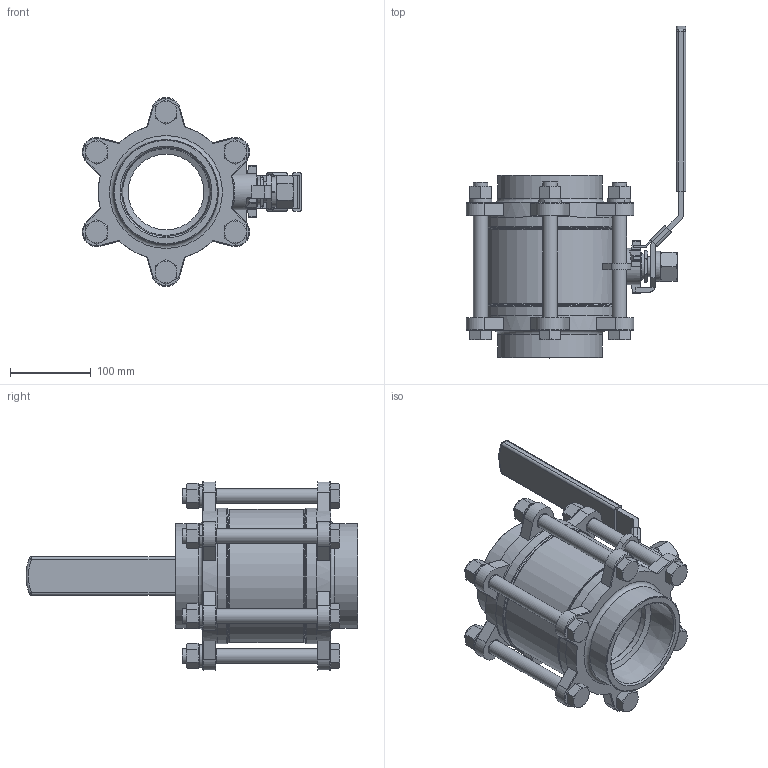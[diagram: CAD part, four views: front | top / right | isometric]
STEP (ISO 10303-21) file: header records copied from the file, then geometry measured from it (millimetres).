
FILE_DESCRIPTION(('STEP AP214'),'1');
FILE_NAME('4.stp','2020-08-04T06:33:16',(' '),(' '),'Spatial InterOp 3D',' ',' ');
FILE_SCHEMA(('AUTOMOTIVE_DESIGN { 1 0 10303 214 1 1 1 1 }'));
Length unit declared in the file: millimetre
Products named in the file (25): 3PC__4; 螺母 ： 标准 - M18.0 x 15.8; 垫圈 ： 单圈弹簧 - M18.0 x 4.5; 压紧螺母; 阀杆; 焊接阀盖; 阀体; 垫圈 ： 单圈弹簧 - M24.0 x 6.0; 螺母 ： 标准 - M24.0 x 21.5; 手柄套; 锁块; 手柄; 螺栓 ： 六角头 - M18.0 x 184.0
Assembly tree (28 placements, depth 2):
  3PC__4
    螺母 ： 标准 - M18.0 x 15.8
    垫圈 ： 单圈弹簧 - M18.0 x 4.5
    螺母 ： 标准 - M18.0 x 15.8
    垫圈 ： 单圈弹簧 - M18.0 x 4.5
    螺母 ： 标准 - M18.0 x 15.8
    垫圈 ： 单圈弹簧 - M18.0 x 4.5
    螺母 ： 标准 - M18.0 x 15.8
    垫圈 ： 单圈弹簧 - M18.0 x 4.5
    螺母 ： 标准 - M18.0 x 15.8
    垫圈 ： 单圈弹簧 - M18.0 x 4.5
    螺母 ： 标准 - M18.0 x 15.8
    垫圈 ： 单圈弹簧 - M18.0 x 4.5
    压紧螺母
    阀杆
    焊接阀盖
    阀体
    垫圈 ： 单圈弹簧 - M24.0 x 6.0
    螺母 ： 标准 - M24.0 x 21.5
    手柄套
    锁块
    手柄
    焊接阀盖
    螺栓 ： 六角头 - M18.0 x 184.0
    螺栓 ： 六角头 - M18.0 x 184.0  x5
Bounding box: 272.34 x 411.57 x 234.37 mm (x, y, z)
Volume: 2042111.7 mm3; surface area: 529068.7 mm2
Topology: 28 solids, 28 shells, 620 faces, 1443 edges, 891 vertices
Faces by surface type: plane 291, cone 152, cylinder 135, torus 21, bspline 16, sphere 5
Full cylindrical faces by diameter (mm): 7.5 x1, 18 x12, 19 x2, 19.2 x12, 24 x1, 25 x1, 25.4 x1, 25.6 x1, 30 x1, 31 x1, 32 x1, 33.4 x1, 35 x1, 45 x1, 94 x2, 130 x2, 150 x1, 152 x2, 160 x2, 165 x1, 168 x4
Entity records: 23851 total; most frequent: CARTESIAN_POINT 6805, DIRECTION 2475, ORIENTED_EDGE 2428, EDGE_CURVE 1214, AXIS2_PLACEMENT_3D 995, VERTEX_POINT 797, EDGE_LOOP 695, FACE_OUTER_BOUND 606
